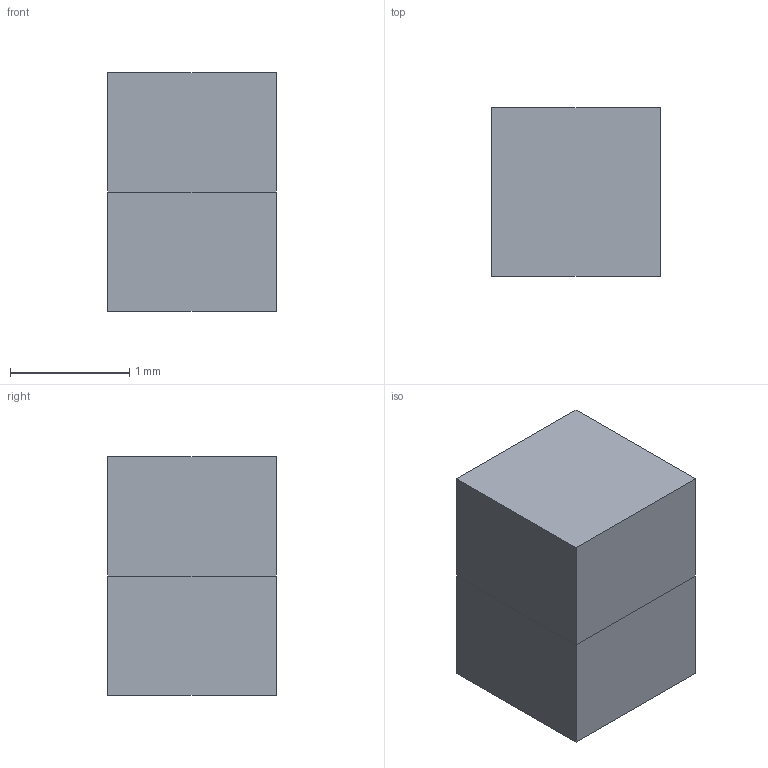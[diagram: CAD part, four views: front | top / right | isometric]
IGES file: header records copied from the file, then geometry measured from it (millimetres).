
Start section: 21HTranslator GID - IGES
Global section: file name: bbbb.igs; native system: GiD; preprocessor: 8.0.6; organization: CIMNE - International Center for Numerical Methods in Engineering; date: 070309.174423; units: millimetre
Bounding box: 1.41 x 1.41 x 2 mm (x, y, z)
Volume: 4 mm3; surface area: 19.3 mm2
Topology: 2 solids, 2 shells, 11 faces, 20 edges, 12 vertices
Faces by surface type: bspline 11
